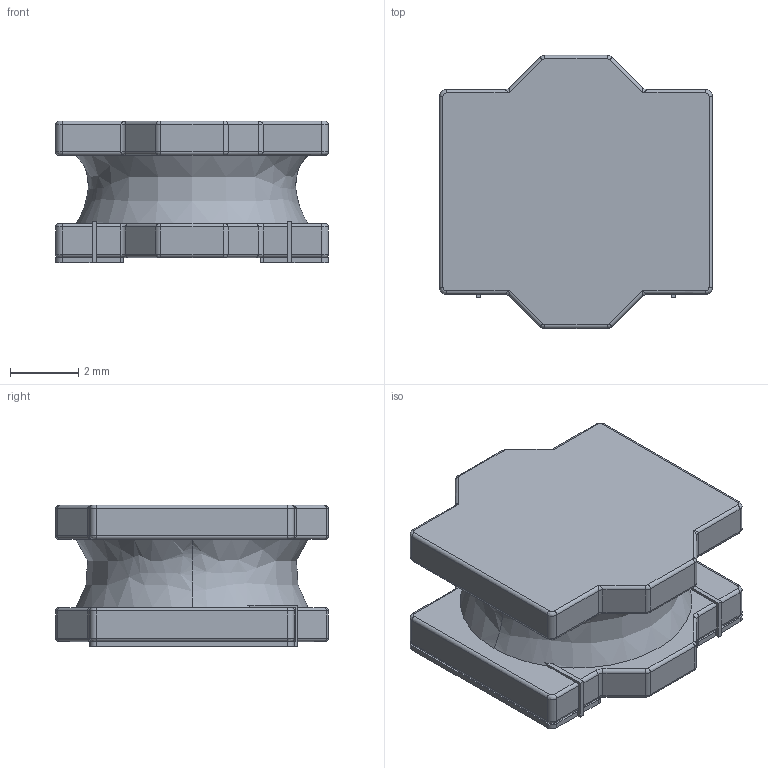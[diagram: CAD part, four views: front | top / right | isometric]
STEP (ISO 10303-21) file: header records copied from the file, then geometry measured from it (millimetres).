
FILE_DESCRIPTION(/* description */ ('STEP AP214'),/* implementation_level */ '2;1');
FILE_NAME(/* name */ 'Vishay IFSC3232DB-01.step',/* time_stamp */ '2025-11-15T07:51:11Z',/* author */ (''),/* organization */ (''),/* preprocessor_version */ 'ST-DEVELOPER v20.1',/* originating_system */ 'Autodesk Translation Framework v14.17.0.0',/* authorisation */ '');
FILE_SCHEMA (('AUTOMOTIVE_DESIGN { 1 0 10303 214 3 1 1 }'));
Length unit declared in the file: millimetre
Products named in the file (1): PNS8040-stp
Bounding box: 8 x 8 x 4.15 mm (x, y, z)
Volume: 174 mm3; surface area: 249.8 mm2
Topology: 1 solids, 1 shells, 185 faces, 454 edges, 260 vertices
Faces by surface type: cylinder 80, plane 55, bspline 42, torus 8
Entity records: 5732 total; most frequent: CARTESIAN_POINT 1430, DIRECTION 904, ORIENTED_EDGE 892, EDGE_CURVE 446, AXIS2_PLACEMENT_3D 338, VERTEX_POINT 260, LINE 228, VECTOR 228
